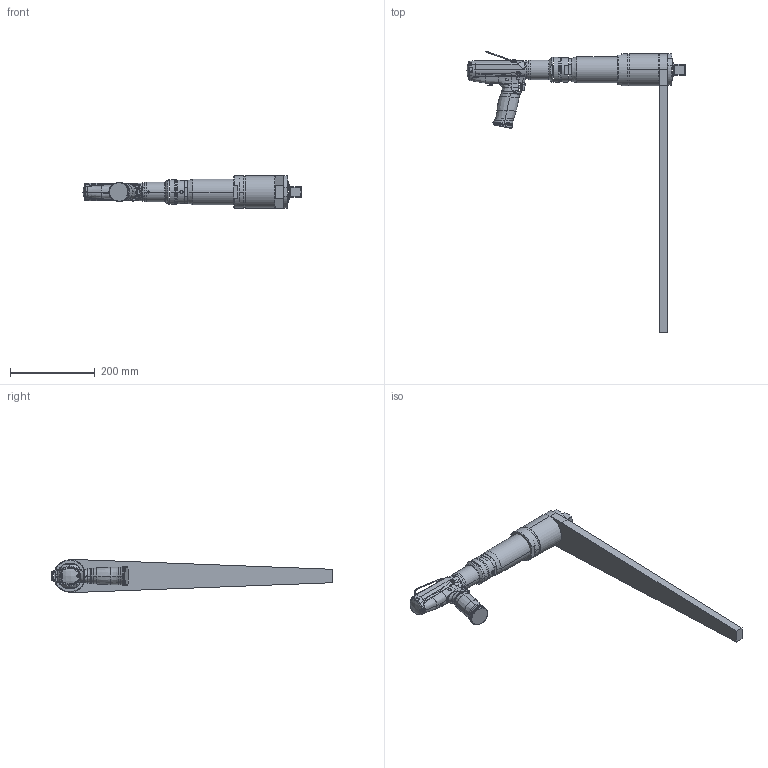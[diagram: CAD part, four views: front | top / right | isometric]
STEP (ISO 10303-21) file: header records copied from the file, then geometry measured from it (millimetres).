
FILE_DESCRIPTION((''),'2;1');
FILE_NAME('48EPE1000D8_SW','2010-11-12T',('BBFF4'),('COOPER TOOLS'),'PRO/ENGINEER BY PARAMETRIC TECHNOLOGY CORPORATION, 2009300','PRO/ENGINEER BY PARAMETRIC TECHNOLOGY CORPORATION, 2009300','');
FILE_SCHEMA(('CONFIG_CONTROL_DESIGN'));
Length unit declared in the file: inch
Products named in the file (1): 48EPE1000D8_SW
Bounding box: 515.76 x 666.73 x 76.2 mm (x, y, z)
Surface area: 242232.2 mm2 (no closed solid volume)
Topology: 0 solids, 46 shells, 474 faces, 1521 edges, 1057 vertices
Faces by surface type: bspline 230, cylinder 97, plane 94, cone 34, torus 13, sphere 4, extrusion 2
Entity records: 27688 total; most frequent: CARTESIAN_POINT 16787, ORIENTED_EDGE 2318, DIRECTION 1613, EDGE_CURVE 1518, VERTEX_POINT 1057, B_SPLINE_CURVE_WITH_KNOTS 750, AXIS2_PLACEMENT_3D 599, EDGE_LOOP 474
